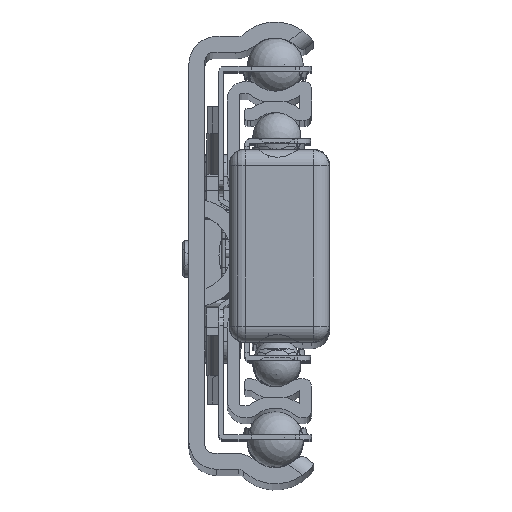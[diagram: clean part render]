
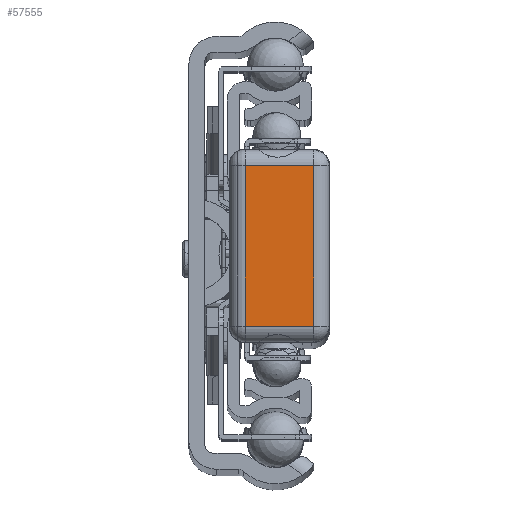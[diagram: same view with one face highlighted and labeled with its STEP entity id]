
A CAD part, top view. The second image highlights one B-rep face of the part: STEP entity #57555.
In plain terms, the highlighted planar face has unit normal (0, 0, 1).
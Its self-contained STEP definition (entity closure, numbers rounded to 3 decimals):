
#3159=PLANE('',#61352);
#5729=FACE_OUTER_BOUND('',#8708,.T.);
#8708=EDGE_LOOP('',(#40587,#40588,#40589,#40590));
#12093=LINE('',#87834,#16359);
#12095=LINE('',#87842,#16361);
#12097=LINE('',#87852,#16363);
#12099=LINE('',#87861,#16365);
#16359=VECTOR('',#68965,10.);
#16361=VECTOR('',#68973,10.);
#16363=VECTOR('',#68985,10.);
#16365=VECTOR('',#68997,10.);
#23210=VERTEX_POINT('',#87831);
#23211=VERTEX_POINT('',#87833);
#23214=VERTEX_POINT('',#87841);
#23217=VERTEX_POINT('',#87851);
#29747=EDGE_CURVE('',#23210,#23211,#12093,.T.);
#29751=EDGE_CURVE('',#23211,#23214,#12095,.T.);
#29756=EDGE_CURVE('',#23214,#23217,#12097,.T.);
#29761=EDGE_CURVE('',#23217,#23210,#12099,.T.);
#40587=ORIENTED_EDGE('',*,*,#29747,.F.);
#40588=ORIENTED_EDGE('',*,*,#29761,.F.);
#40589=ORIENTED_EDGE('',*,*,#29756,.F.);
#40590=ORIENTED_EDGE('',*,*,#29751,.F.);
#57555=ADVANCED_FACE('',(#5729),#3159,.T.);
#61352=AXIS2_PLACEMENT_3D('',#87875,#69019,#69020);
#68965=DIRECTION('',(0.,1.,0.));
#68973=DIRECTION('',(1.,0.,0.));
#68985=DIRECTION('',(0.,-1.,0.));
#68997=DIRECTION('',(-1.,0.,0.));
#69019=DIRECTION('center_axis',(0.,0.,
1.));
#69020=DIRECTION('ref_axis',(-1.,0.,0.));
#87831=CARTESIAN_POINT('',(-3.75,-10.,725.));
#87833=CARTESIAN_POINT('',(-3.75,10.,725.));
#87834=CARTESIAN_POINT('',(-3.75,-5.,725.));
#87841=CARTESIAN_POINT('',(4.75,10.,725.));
#87842=CARTESIAN_POINT('',(-1.625,10.,725.));
#87851=CARTESIAN_POINT('',(4.75,-10.,725.));
#87852=CARTESIAN_POINT('',(4.75,5.,725.));
#87861=CARTESIAN_POINT('',(2.625,-10.,725.));
#87875=CARTESIAN_POINT('Origin',(0.5,0.,
725.));
